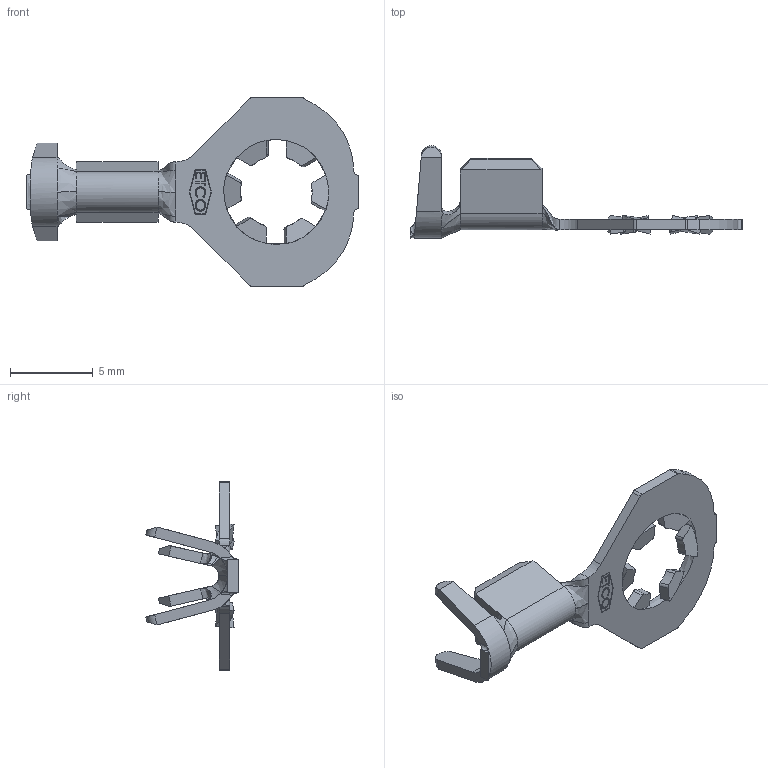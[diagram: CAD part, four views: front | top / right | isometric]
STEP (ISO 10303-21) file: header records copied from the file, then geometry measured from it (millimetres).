
FILE_DESCRIPTION (( 'STEP AP203' ), '1' );
FILE_NAME ('02943.STEP', '2015-02-05T20:05:01', ( '' ), ( '' ), 'SwSTEP 2.0', 'SolidWorks 2014', '' );
FILE_SCHEMA (( 'CONFIG_CONTROL_DESIGN' ));
Length unit declared in the file: inch
Products named in the file (1): 02943
Bounding box: 20.12 x 5.59 x 11.43 mm (x, y, z)
Volume: 90.3 mm3; surface area: 363.4 mm2
Topology: 1 solids, 1 shells, 257 faces, 696 edges, 448 vertices
Faces by surface type: plane 137, cylinder 63, bspline 49, cone 8
Entity records: 10285 total; most frequent: CARTESIAN_POINT 4189, ORIENTED_EDGE 1392, DIRECTION 1064, EDGE_CURVE 696, VERTEX_POINT 448, LINE 430, VECTOR 430, AXIS2_PLACEMENT_3D 317
